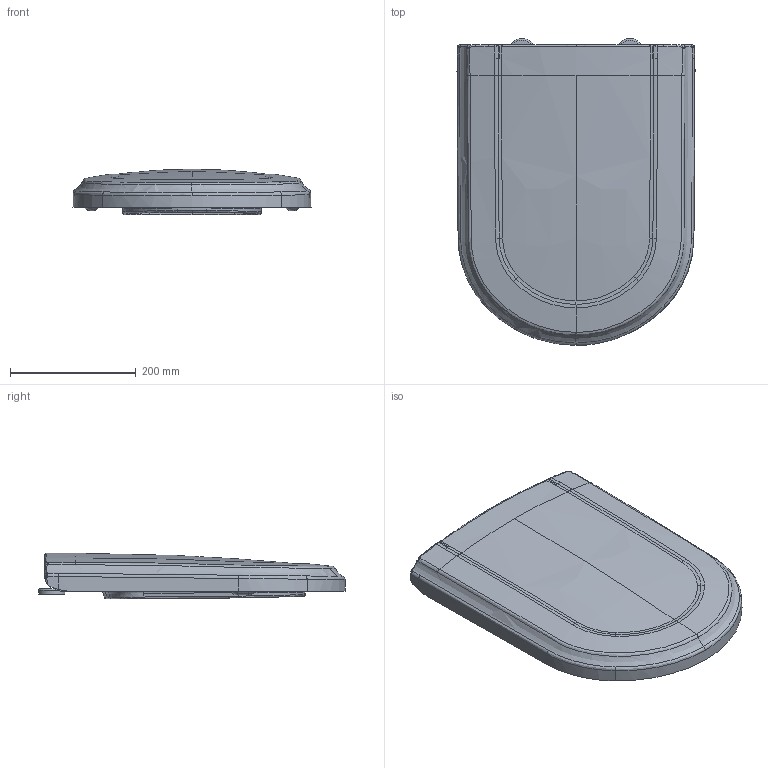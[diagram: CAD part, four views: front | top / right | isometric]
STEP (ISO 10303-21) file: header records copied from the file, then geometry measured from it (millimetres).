
FILE_DESCRIPTION(/* description */ (''),/* implementation_level */ '2;1');
FILE_NAME(/* name */ '8809S1_WCS_Kommunikations-Model.stp',/* time_stamp */ '2021-10-19T14:19:59+02:00',/* author */ (''),/* organization */ (''),/* preprocessor_version */ 'ST-DEVELOPER v18.1',/* originating_system */ 'SIEMENS PLM Software NX 1973',/* authorisation */ '');
FILE_SCHEMA (('AUTOMOTIVE_DESIGN { 1 0 10303 214 3 1 1 1 }'));
Products named in the file (1): Muel2C9077DB7v1z
Bounding box: 377.98 x 487.49 x 72.3 mm (x, y, z)
Volume: 2113579.8 mm3; surface area: 676663.2 mm2
Topology: 10 solids, 10 shells, 731 faces, 1752 edges, 1028 vertices
Faces by surface type: bspline 458, cylinder 107, plane 70, torus 50, cone 38, sphere 8
Full cylindrical faces by diameter (mm): 8 x4, 8.2 x2, 27.528 x2, 38 x2, 40.4 x2, 42 x2
Entity records: 81233 total; most frequent: CARTESIAN_POINT 69954, ORIENTED_EDGE 3360, EDGE_CURVE 1680, B_SPLINE_CURVE_WITH_KNOTS 1348, VERTEX_POINT 1023, EDGE_LOOP 791, ADVANCED_FACE 731, FACE_OUTER_BOUND 667
